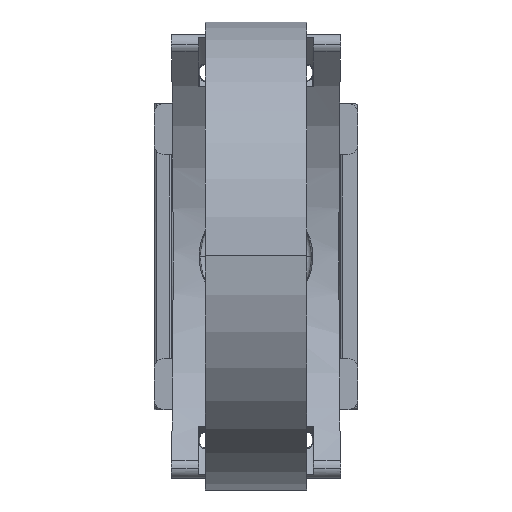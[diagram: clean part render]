
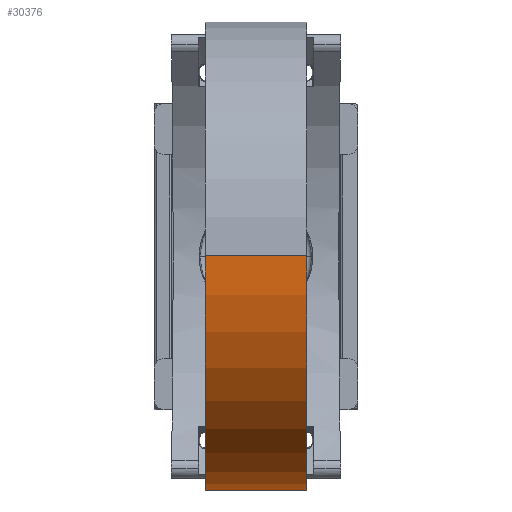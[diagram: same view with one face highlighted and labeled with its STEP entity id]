
A CAD part, top view. The second image highlights one B-rep face of the part: STEP entity #30376.
In plain terms, the highlighted cylindrical face has radius 46 mm (diameter 92 mm), a partial arc.
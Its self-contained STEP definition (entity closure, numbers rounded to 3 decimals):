
#69 = VERTEX_POINT ( 'NONE', #8223 ) ;
#391 = EDGE_CURVE ( 'NONE', #34286, #22332, #24266, .T. ) ;
#517 = EDGE_LOOP ( 'NONE', ( #1598, #23273, #23021, #10626 ) ) ;
#929 = EDGE_CURVE ( 'NONE', #69, #34286, #12689, .T. ) ;
#1598 = ORIENTED_EDGE ( 'NONE', *, *, #929, .F. ) ;
#3066 = EDGE_CURVE ( 'NONE', #69, #33188, #5865, .T. ) ;
#3327 = CARTESIAN_POINT ( 'NONE',  ( 10., -44.432, -27.291 ) ) ;
#3569 = FACE_OUTER_BOUND ( 'NONE', #517, .T. ) ;
#5831 = DIRECTION ( 'NONE',  ( 0., 0., -1. ) ) ;
#5865 = LINE ( 'NONE', #36773, #9204 ) ;
#6170 = CARTESIAN_POINT ( 'NONE',  ( -10., -44.432, -27.291 ) ) ;
#6907 = CYLINDRICAL_SURFACE ( 'NONE', #8596, 46. ) ;
#8164 = CIRCLE ( 'NONE', #29091, 46. ) ;
#8223 = CARTESIAN_POINT ( 'NONE',  ( 10., 0., 30.618 ) ) ;
#8596 = AXIS2_PLACEMENT_3D ( 'NONE', #26934, #9894, #32752 ) ;
#9204 = VECTOR ( 'NONE', #36951, 1000. ) ;
#9894 = DIRECTION ( 'NONE',  ( -1., 0., 0. ) ) ;
#10482 = CARTESIAN_POINT ( 'NONE',  ( 10., 0., -15.382 ) ) ;
#10626 = ORIENTED_EDGE ( 'NONE', *, *, #391, .F. ) ;
#11512 = AXIS2_PLACEMENT_3D ( 'NONE', #10482, #27890, #28245 ) ;
#12689 = CIRCLE ( 'NONE', #11512, 46. ) ;
#15351 = CARTESIAN_POINT ( 'NONE',  ( -10., 0., 30.618 ) ) ;
#15846 = CARTESIAN_POINT ( 'NONE',  ( 10., -44.432, -27.291 ) ) ;
#22332 = VERTEX_POINT ( 'NONE', #6170 ) ;
#22890 = DIRECTION ( 'NONE',  ( -1., 0., 0. ) ) ;
#23021 = ORIENTED_EDGE ( 'NONE', *, *, #26757, .T. ) ;
#23273 = ORIENTED_EDGE ( 'NONE', *, *, #3066, .T. ) ;
#24266 = LINE ( 'NONE', #15846, #35477 ) ;
#25669 = CARTESIAN_POINT ( 'NONE',  ( -10., 0., -15.382 ) ) ;
#26757 = EDGE_CURVE ( 'NONE', #33188, #22332, #8164, .T. ) ;
#26934 = CARTESIAN_POINT ( 'NONE',  ( 10., 0., -15.382 ) ) ;
#27890 = DIRECTION ( 'NONE',  ( 1., 0., 0. ) ) ;
#28245 = DIRECTION ( 'NONE',  ( 0., 0., -1. ) ) ;
#29091 = AXIS2_PLACEMENT_3D ( 'NONE', #25669, #34298, #5831 ) ;
#30376 = ADVANCED_FACE ( 'NONE', ( #3569 ), #6907, .T. ) ;
#32752 = DIRECTION ( 'NONE',  ( 0., 0., 1. ) ) ;
#33188 = VERTEX_POINT ( 'NONE', #15351 ) ;
#34286 = VERTEX_POINT ( 'NONE', #3327 ) ;
#34298 = DIRECTION ( 'NONE',  ( 1., 0., 0. ) ) ;
#35477 = VECTOR ( 'NONE', #22890, 1000. ) ;
#36773 = CARTESIAN_POINT ( 'NONE',  ( 10., 0., 30.618 ) ) ;
#36951 = DIRECTION ( 'NONE',  ( -1., 0., 0. ) ) ;
